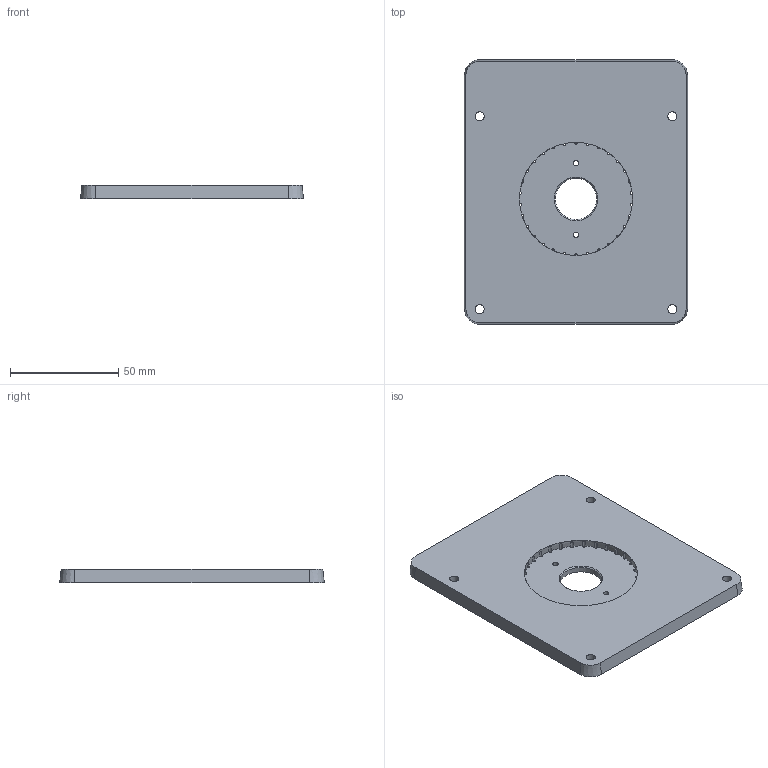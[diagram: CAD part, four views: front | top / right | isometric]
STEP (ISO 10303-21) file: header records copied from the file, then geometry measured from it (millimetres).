
FILE_DESCRIPTION(/* description */ ('J010500'),/* implementation_level */ '2;1');
FILE_NAME(/* name */ 'THERMOFORM BUCK - PLATE.stp',/* time_stamp */ '2023-05-23T14:47:46-04:00',/* author */ ('talbotj'),/* organization */ (''),/* preprocessor_version */ 'ST-DEVELOPER v18.1',/* originating_system */ 'Autodesk Inventor 2020',/* authorisation */ '');
FILE_SCHEMA (('AUTOMOTIVE_DESIGN { 1 0 10303 214 3 1 1 }'));
Length unit declared in the file: inch
Products named in the file (1): J010500
Bounding box: 102.84 x 121.94 x 6.1 mm (x, y, z)
Volume: 67089.2 mm3; surface area: 28045.4 mm2
Topology: 1 solids, 1 shells, 112 faces, 421 edges, 282 vertices
Faces by surface type: cone 67, cylinder 38, plane 7
Full cylindrical faces by diameter (mm): 1.397 x30, 2.438 x2, 4.191 x4, 19.101 x1, 52.187 x1
Entity records: 5243 total; most frequent: CARTESIAN_POINT 1206, DIRECTION 861, ORIENTED_EDGE 842, EDGE_CURVE 421, AXIS2_PLACEMENT_3D 357, VERTEX_POINT 282, CIRCLE 244, EDGE_LOOP 157
